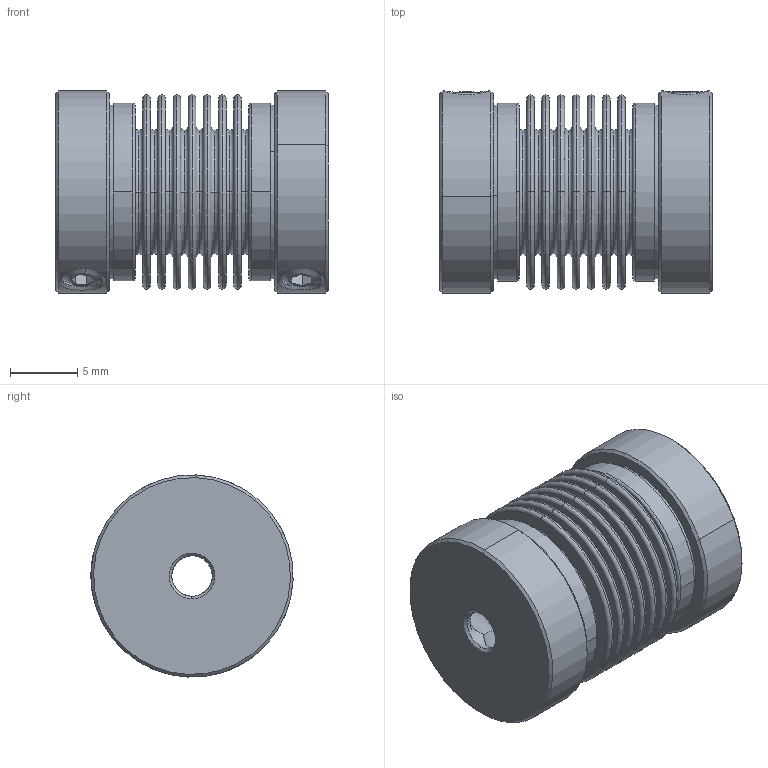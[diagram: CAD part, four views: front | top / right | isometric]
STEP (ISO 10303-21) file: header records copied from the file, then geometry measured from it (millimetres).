
FILE_DESCRIPTION(('STEP AP214'),'1');
FILE_NAME('bkxs15200303.stp','2017-10-09T10:05:43',('TraceParts'),('TraceParts S.A.'),'Spatial InterOp 3D',' ',' ');
FILE_SCHEMA(('automotive_design'));
Length unit declared in the file: millimetre
Products named in the file (1): bkxs15200303
Bounding box: 20.24 x 14.99 x 14.99 mm (x, y, z)
Volume: 2125.5 mm3; surface area: 3551.9 mm2
Topology: 1 solids, 1 shells, 258 faces, 610 edges, 370 vertices
Faces by surface type: plane 86, torus 68, cone 52, cylinder 44, bspline 8
Entity records: 8384 total; most frequent: CARTESIAN_POINT 2262, DIRECTION 1444, ORIENTED_EDGE 1188, AXIS2_PLACEMENT_3D 631, EDGE_CURVE 594, VERTEX_POINT 370, CIRCLE 350, EDGE_LOOP 292
